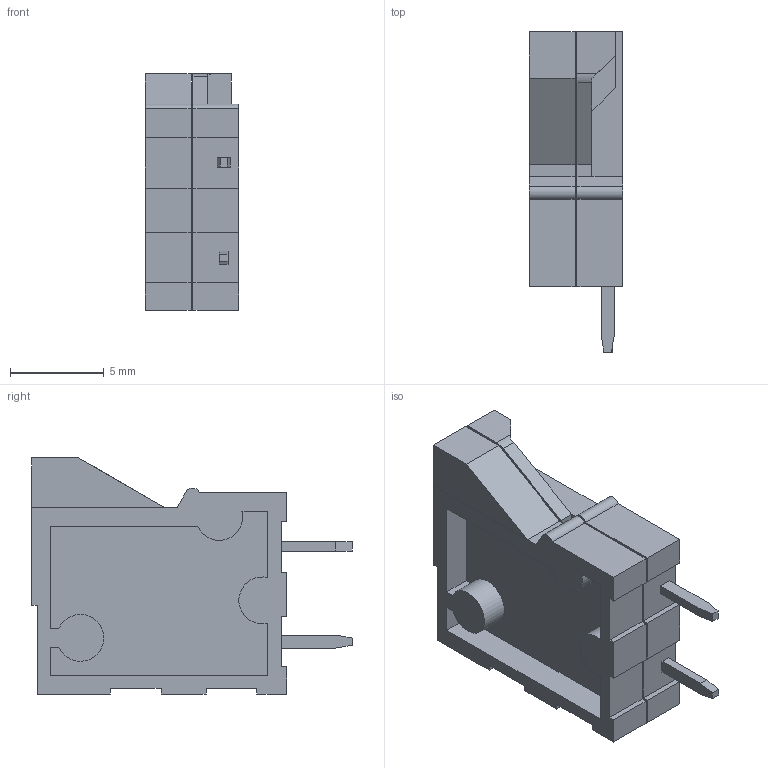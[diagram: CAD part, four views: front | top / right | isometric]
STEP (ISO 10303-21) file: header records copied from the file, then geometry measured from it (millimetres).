
FILE_DESCRIPTION(/* description */ (''),/* implementation_level */ '2;1');
FILE_NAME(/* name */ 'DG141V-1-2.54.step',/* time_stamp */ '2019-08-16T09:31:16+05:00',/* author */ (''),/* organization */ (''),/* preprocessor_version */ 'ST-DEVELOPER v18',/* originating_system */ 'Autodesk Translation Framework v8.6.0.1094',/* authorisation */ '');
FILE_SCHEMA (('AUTOMOTIVE_DESIGN { 1 0 10303 214 3 1 1 }'));
Length unit declared in the file: millimetre
Products named in the file (1): DG141V-2-2
Bounding box: 4.98 x 17.1 x 12.6 mm (x, y, z)
Volume: 563.3 mm3; surface area: 1066.4 mm2
Topology: 6 solids, 6 shells, 113 faces, 297 edges, 198 vertices
Faces by surface type: plane 105, cylinder 7, cone 1
Full cylindrical faces by diameter (mm): 1.6 x1
Entity records: 3478 total; most frequent: CARTESIAN_POINT 613, ORIENTED_EDGE 594, DIRECTION 543, EDGE_CURVE 297, LINE 275, VECTOR 275, VERTEX_POINT 198, AXIS2_PLACEMENT_3D 134
